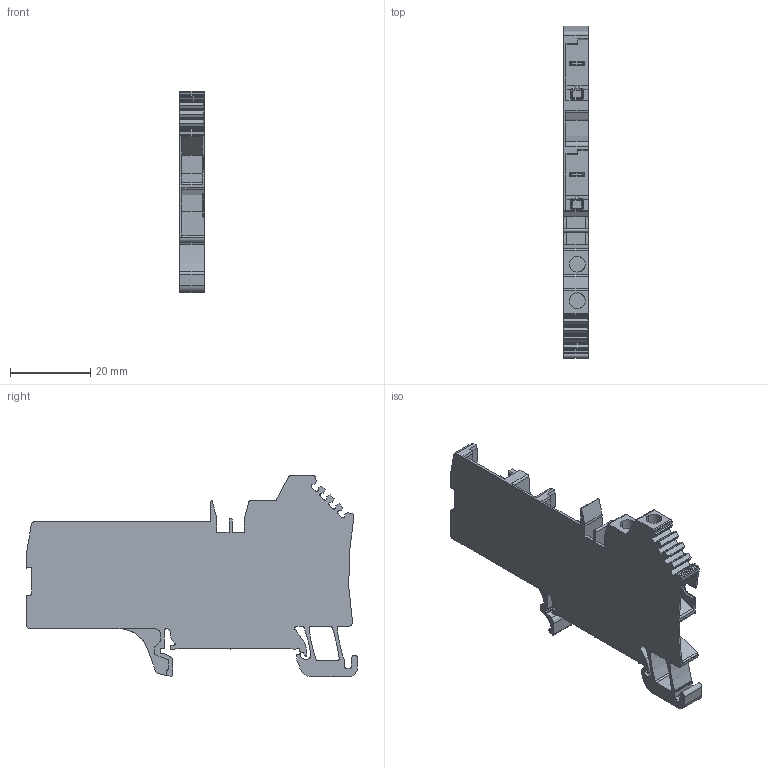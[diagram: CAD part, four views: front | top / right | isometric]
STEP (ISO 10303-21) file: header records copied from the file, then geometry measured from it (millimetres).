
FILE_DESCRIPTION(('CATIA V5R22 STEP214','CAx-IF Rec.Pracs.--- Model Styling and Organization---1.4--- 2014-01-23'),'2;1');
FILE_NAME ('006491-2_0_1107680000_1107680000.stp','2021-06-09T08:46:31+00:00',('none'),('Weidmueller'),'CATIA Version 5-6 Release 2016 SP3 HF44','CATIA V5 STEP AP214','none');
FILE_SCHEMA(('AUTOMOTIVE_DESIGN { 1 0 10303 214 1 1 1 1 }'));
Length unit declared in the file: millimetre
Products named in the file (1): 1107680000
Bounding box: 6.1 x 82.5 x 50 mm (x, y, z)
Volume: 11139.9 mm3; surface area: 9366.5 mm2
Topology: 4 solids, 4 shells, 566 faces, 1632 edges, 1073 vertices
Faces by surface type: plane 250, cylinder 227, extrusion 60, bspline 14, torus 12, cone 3
Entity records: 24985 total; most frequent: CARTESIAN_POINT 10708, ORIENTED_EDGE 3252, DIRECTION 2397, EDGE_CURVE 1626, VECTOR 1088, VERTEX_POINT 1073, LINE 1028, AXIS2_PLACEMENT_3D 868
